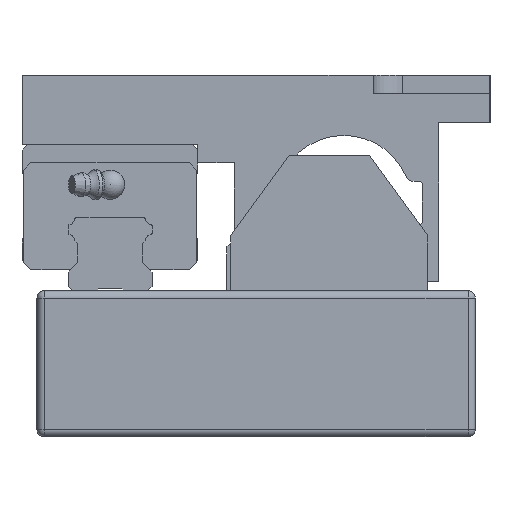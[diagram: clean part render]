
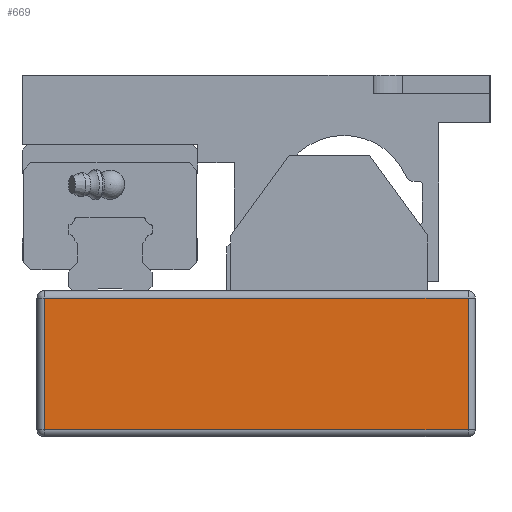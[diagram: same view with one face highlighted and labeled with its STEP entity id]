
A CAD part, left-side view. The second image highlights one B-rep face of the part: STEP entity #669.
In plain terms, the highlighted planar face has unit normal (-1, 0, 0).
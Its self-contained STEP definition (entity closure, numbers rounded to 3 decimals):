
#669 = ADVANCED_FACE( '', ( #1656 ), #1657, .T. );
#1656 = FACE_OUTER_BOUND( '', #3085, .T. );
#1657 = PLANE( '', #3086 );
#3085 = EDGE_LOOP( '', ( #4971, #4972, #4973, #4974 ) );
#3086 = AXIS2_PLACEMENT_3D( '', #4975, #4976, #4977 );
#4971 = ORIENTED_EDGE( '', *, *, #8245, .F. );
#4972 = ORIENTED_EDGE( '', *, *, #8246, .F. );
#4973 = ORIENTED_EDGE( '', *, *, #8247, .F. );
#4974 = ORIENTED_EDGE( '', *, *, #8248, .F. );
#4975 = CARTESIAN_POINT( '', ( -343., 58., 38. ) );
#4976 = DIRECTION( '', ( -1., 0., 0. ) );
#4977 = DIRECTION( '', ( 0., 0., 1. ) );
#8245 = EDGE_CURVE( '', #10002, #10003, #10004, .T. );
#8246 = EDGE_CURVE( '', #9554, #10002, #10005, .T. );
#8247 = EDGE_CURVE( '', #10006, #9554, #10007, .T. );
#8248 = EDGE_CURVE( '', #10003, #10006, #10008, .T. );
#9554 = VERTEX_POINT( '', #11831 );
#10002 = VERTEX_POINT( '', #12454 );
#10003 = VERTEX_POINT( '', #12455 );
#10004 = LINE( '', #12456, #12457 );
#10005 = LINE( '', #12458, #12459 );
#10006 = VERTEX_POINT( '', #12460 );
#10007 = LINE( '', #12461, #12462 );
#10008 = LINE( '', #12463, #12464 );
#11831 = CARTESIAN_POINT( '', ( -343., -58., 2. ) );
#12454 = CARTESIAN_POINT( '', ( -343., 58., 2. ) );
#12455 = CARTESIAN_POINT( '', ( -343., 58., 38. ) );
#12456 = CARTESIAN_POINT( '', ( -343., 58., 38. ) );
#12457 = VECTOR( '', #14737, 1000. );
#12458 = CARTESIAN_POINT( '', ( -343., 58., 2. ) );
#12459 = VECTOR( '', #14738, 1000. );
#12460 = CARTESIAN_POINT( '', ( -343., -58., 38. ) );
#12461 = CARTESIAN_POINT( '', ( -343., -58., 2. ) );
#12462 = VECTOR( '', #14739, 1000. );
#12463 = CARTESIAN_POINT( '', ( -343., -58., 38. ) );
#12464 = VECTOR( '', #14740, 1000. );
#14737 = DIRECTION( '', ( 0., 0., 1. ) );
#14738 = DIRECTION( '', ( 0., 1., 0. ) );
#14739 = DIRECTION( '', ( 0., 0., -1. ) );
#14740 = DIRECTION( '', ( 0., -1., 0. ) );
